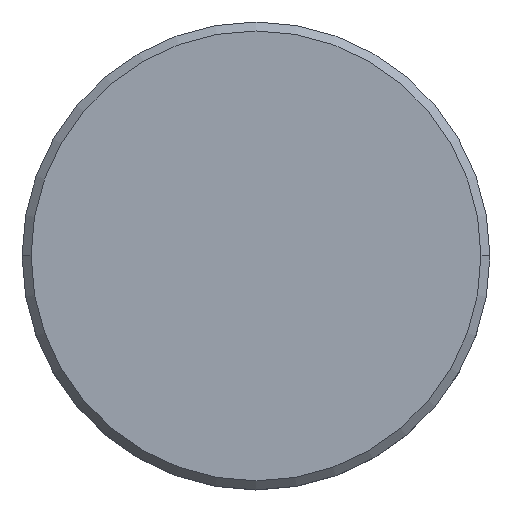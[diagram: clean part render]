
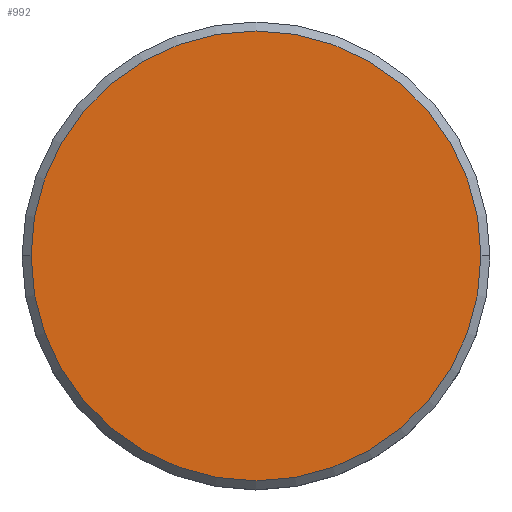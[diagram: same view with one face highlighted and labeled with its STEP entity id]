
A CAD part, top view. The second image highlights one B-rep face of the part: STEP entity #992.
In plain terms, the highlighted planar face has unit normal (0, 0, 1).
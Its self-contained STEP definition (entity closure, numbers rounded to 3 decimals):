
#3 = CARTESIAN_POINT ( 'NONE',  ( 0., 0., 0. ) ) ;
#8 = CARTESIAN_POINT ( 'NONE',  ( 12.5, 0., 0. ) ) ;
#44 = AXIS2_PLACEMENT_3D ( 'NONE', #1159, #340, #877 ) ;
#76 = VERTEX_POINT ( 'NONE', #8 ) ;
#77 = FACE_OUTER_BOUND ( 'NONE', #819, .T. ) ;
#186 = DIRECTION ( 'NONE',  ( 1., 0., 0. ) ) ;
#264 = DIRECTION ( 'NONE',  ( 1., 0., 0. ) ) ;
#268 = EDGE_CURVE ( 'NONE', #76, #299, #335, .T. ) ;
#286 = DIRECTION ( 'NONE',  ( 0., 0., 1. ) ) ;
#299 = VERTEX_POINT ( 'NONE', #475 ) ;
#335 = CIRCLE ( 'NONE', #777, 12.5 ) ;
#340 = DIRECTION ( 'NONE',  ( 0., 0., 1. ) ) ;
#392 = ORIENTED_EDGE ( 'NONE', *, *, #728, .T. ) ;
#428 = AXIS2_PLACEMENT_3D ( 'NONE', #3, #286, #264 ) ;
#475 = CARTESIAN_POINT ( 'NONE',  ( -12.5, 0., 0. ) ) ;
#588 = CIRCLE ( 'NONE', #44, 12.5 ) ;
#658 = DIRECTION ( 'NONE',  ( 0., 0., 1. ) ) ;
#719 = PLANE ( 'NONE',  #428 ) ;
#728 = EDGE_CURVE ( 'NONE', #299, #76, #588, .T. ) ;
#777 = AXIS2_PLACEMENT_3D ( 'NONE', #920, #658, #186 ) ;
#819 = EDGE_LOOP ( 'NONE', ( #392, #984 ) ) ;
#877 = DIRECTION ( 'NONE',  ( 1., 0., 0. ) ) ;
#920 = CARTESIAN_POINT ( 'NONE',  ( 0., 0., 0. ) ) ;
#984 = ORIENTED_EDGE ( 'NONE', *, *, #268, .T. ) ;
#992 = ADVANCED_FACE ( 'NONE', ( #77 ), #719, .T. ) ;
#1159 = CARTESIAN_POINT ( 'NONE',  ( 0., 0., 0. ) ) ;
